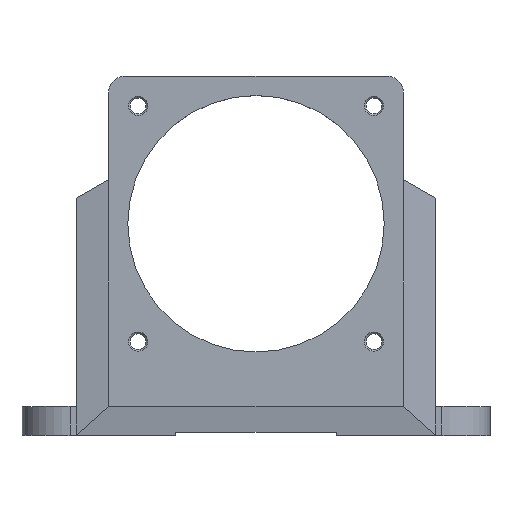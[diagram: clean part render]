
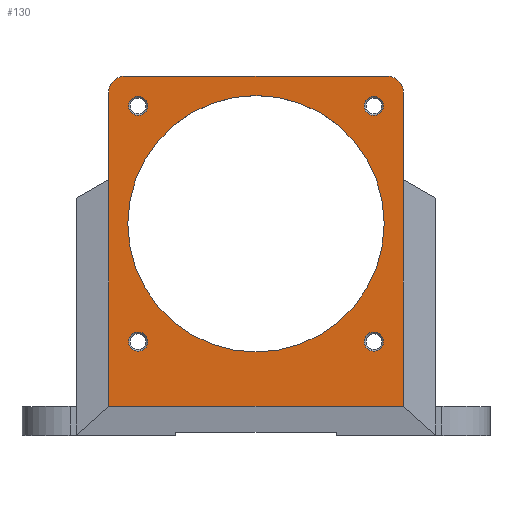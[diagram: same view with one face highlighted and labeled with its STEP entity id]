
A CAD part, top view. The second image highlights one B-rep face of the part: STEP entity #130.
In plain terms, the highlighted planar face has unit normal (0, 0, 1).
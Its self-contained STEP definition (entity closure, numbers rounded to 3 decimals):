
#130 = ADVANCED_FACE( '', ( #284, #285, #286, #287, #288, #289 ), #290, .T. );
#284 = FACE_BOUND( '', #479, .T. );
#285 = FACE_BOUND( '', #480, .T. );
#286 = FACE_BOUND( '', #481, .T. );
#287 = FACE_BOUND( '', #482, .T. );
#288 = FACE_OUTER_BOUND( '', #483, .T. );
#289 = FACE_BOUND( '', #484, .T. );
#290 = PLANE( '', #485 );
#479 = EDGE_LOOP( '', ( #991, #992 ) );
#480 = EDGE_LOOP( '', ( #993, #994 ) );
#481 = EDGE_LOOP( '', ( #995, #996 ) );
#482 = EDGE_LOOP( '', ( #997, #998 ) );
#483 = EDGE_LOOP( '', ( #999, #1000, #1001, #1002, #1003, #1004, #1005, #1006 ) );
#484 = EDGE_LOOP( '', ( #1007, #1008 ) );
#485 = AXIS2_PLACEMENT_3D( '', #1009, #1010, #1011 );
#991 = ORIENTED_EDGE( '', *, *, #1323, .T. );
#992 = ORIENTED_EDGE( '', *, *, #1324, .T. );
#993 = ORIENTED_EDGE( '', *, *, #1313, .T. );
#994 = ORIENTED_EDGE( '', *, *, #1328, .T. );
#995 = ORIENTED_EDGE( '', *, *, #1303, .T. );
#996 = ORIENTED_EDGE( '', *, *, #1332, .T. );
#997 = ORIENTED_EDGE( '', *, *, #1293, .T. );
#998 = ORIENTED_EDGE( '', *, *, #1336, .T. );
#999 = ORIENTED_EDGE( '', *, *, #1341, .T. );
#1000 = ORIENTED_EDGE( '', *, *, #1423, .T. );
#1001 = ORIENTED_EDGE( '', *, *, #1351, .T. );
#1002 = ORIENTED_EDGE( '', *, *, #1430, .T. );
#1003 = ORIENTED_EDGE( '', *, *, #1433, .T. );
#1004 = ORIENTED_EDGE( '', *, *, #1436, .T. );
#1005 = ORIENTED_EDGE( '', *, *, #1439, .T. );
#1006 = ORIENTED_EDGE( '', *, *, #1441, .T. );
#1007 = ORIENTED_EDGE( '', *, *, #1363, .T. );
#1008 = ORIENTED_EDGE( '', *, *, #1277, .T. );
#1009 = CARTESIAN_POINT( '', ( 0., 0., 1.5 ) );
#1010 = DIRECTION( '', ( 0., 0., 1. ) );
#1011 = DIRECTION( '', ( 1., 0., 0. ) );
#1277 = EDGE_CURVE( '', #1508, #1505, #1509, .T. );
#1293 = EDGE_CURVE( '', #1534, #1536, #1538, .T. );
#1303 = EDGE_CURVE( '', #1552, #1554, #1556, .T. );
#1313 = EDGE_CURVE( '', #1570, #1572, #1574, .T. );
#1323 = EDGE_CURVE( '', #1588, #1590, #1592, .T. );
#1324 = EDGE_CURVE( '', #1590, #1588, #1593, .T. );
#1328 = EDGE_CURVE( '', #1572, #1570, #1597, .T. );
#1332 = EDGE_CURVE( '', #1554, #1552, #1601, .T. );
#1336 = EDGE_CURVE( '', #1536, #1534, #1605, .T. );
#1341 = EDGE_CURVE( '', #1612, #1609, #1613, .T. );
#1351 = EDGE_CURVE( '', #1630, #1627, #1631, .T. );
#1363 = EDGE_CURVE( '', #1505, #1508, #1648, .T. );
#1423 = EDGE_CURVE( '', #1609, #1630, #1755, .T. );
#1430 = EDGE_CURVE( '', #1627, #1764, #1766, .T. );
#1433 = EDGE_CURVE( '', #1764, #1769, #1771, .T. );
#1436 = EDGE_CURVE( '', #1769, #1774, #1776, .T. );
#1439 = EDGE_CURVE( '', #1774, #1779, #1781, .T. );
#1441 = EDGE_CURVE( '', #1779, #1612, #1783, .T. );
#1505 = VERTEX_POINT( '', #1878 );
#1508 = VERTEX_POINT( '', #1882 );
#1509 = CIRCLE( '', #1883, 40. );
#1534 = VERTEX_POINT( '', #1915 );
#1536 = VERTEX_POINT( '', #1918 );
#1538 = CIRCLE( '', #1921, 3. );
#1552 = VERTEX_POINT( '', #1939 );
#1554 = VERTEX_POINT( '', #1942 );
#1556 = CIRCLE( '', #1945, 3. );
#1570 = VERTEX_POINT( '', #1963 );
#1572 = VERTEX_POINT( '', #1966 );
#1574 = CIRCLE( '', #1969, 3. );
#1588 = VERTEX_POINT( '', #1987 );
#1590 = VERTEX_POINT( '', #1990 );
#1592 = CIRCLE( '', #1993, 3. );
#1593 = CIRCLE( '', #1994, 3. );
#1597 = CIRCLE( '', #1998, 3. );
#1601 = CIRCLE( '', #2002, 3. );
#1605 = CIRCLE( '', #2006, 3. );
#1609 = VERTEX_POINT( '', #2010 );
#1612 = VERTEX_POINT( '', #2014 );
#1613 = LINE( '', #2015, #2016 );
#1627 = VERTEX_POINT( '', #2038 );
#1630 = VERTEX_POINT( '', #2042 );
#1631 = LINE( '', #2043, #2044 );
#1648 = CIRCLE( '', #2069, 40. );
#1755 = LINE( '', #2218, #2219 );
#1764 = VERTEX_POINT( '', #2233 );
#1766 = LINE( '', #2236, #2237 );
#1769 = VERTEX_POINT( '', #2240 );
#1771 = CIRCLE( '', #2243, 5. );
#1774 = VERTEX_POINT( '', #2247 );
#1776 = LINE( '', #2250, #2251 );
#1779 = VERTEX_POINT( '', #2254 );
#1781 = CIRCLE( '', #2257, 5. );
#1783 = LINE( '', #2260, #2261 );
#1878 = CARTESIAN_POINT( '', ( 0., 40., 1.5 ) );
#1882 = CARTESIAN_POINT( '', ( 0., -40., 1.5 ) );
#1883 = AXIS2_PLACEMENT_3D( '', #2405, #2406, #2407 );
#1915 = CARTESIAN_POINT( '', ( -38.891, -38.891, 1.5 ) );
#1918 = CARTESIAN_POINT( '', ( -34.648, -34.648, 1.5 ) );
#1921 = AXIS2_PLACEMENT_3D( '', #2435, #2436, #2437 );
#1939 = CARTESIAN_POINT( '', ( -38.891, 34.648, 1.5 ) );
#1942 = CARTESIAN_POINT( '', ( -34.648, 38.891, 1.5 ) );
#1945 = AXIS2_PLACEMENT_3D( '', #2453, #2454, #2455 );
#1963 = CARTESIAN_POINT( '', ( 34.648, 34.648, 1.5 ) );
#1966 = CARTESIAN_POINT( '', ( 38.891, 38.891, 1.5 ) );
#1969 = AXIS2_PLACEMENT_3D( '', #2471, #2472, #2473 );
#1987 = CARTESIAN_POINT( '', ( 34.648, -38.891, 1.5 ) );
#1990 = CARTESIAN_POINT( '', ( 38.891, -34.648, 1.5 ) );
#1993 = AXIS2_PLACEMENT_3D( '', #2489, #2490, #2491 );
#1994 = AXIS2_PLACEMENT_3D( '', #2492, #2493, #2494 );
#1998 = AXIS2_PLACEMENT_3D( '', #2504, #2505, #2506 );
#2002 = AXIS2_PLACEMENT_3D( '', #2516, #2517, #2518 );
#2006 = AXIS2_PLACEMENT_3D( '', #2528, #2529, #2530 );
#2010 = CARTESIAN_POINT( '', ( -46., -57., 1.5 ) );
#2014 = CARTESIAN_POINT( '', ( -46., 13.774, 1.5 ) );
#2015 = CARTESIAN_POINT( '', ( -46., 23., 1.5 ) );
#2016 = VECTOR( '', #2541, 1. );
#2038 = CARTESIAN_POINT( '', ( 46., 13.774, 1.5 ) );
#2042 = CARTESIAN_POINT( '', ( 46., -57., 1.5 ) );
#2043 = CARTESIAN_POINT( '', ( 46., 56., 1.5 ) );
#2044 = VECTOR( '', #2551, 1. );
#2069 = AXIS2_PLACEMENT_3D( '', #2569, #2570, #2571 );
#2218 = CARTESIAN_POINT( '', ( 23., -57., 1.5 ) );
#2219 = VECTOR( '', #2665, 1. );
#2233 = CARTESIAN_POINT( '', ( 46., 41., 1.5 ) );
#2236 = CARTESIAN_POINT( '', ( 46., 13.774, 1.5 ) );
#2237 = VECTOR( '', #2672, 1. );
#2240 = CARTESIAN_POINT( '', ( 41., 46., 1.5 ) );
#2243 = AXIS2_PLACEMENT_3D( '', #2677, #2678, #2679 );
#2247 = CARTESIAN_POINT( '', ( -41., 46., 1.5 ) );
#2250 = CARTESIAN_POINT( '', ( 41., 46., 1.5 ) );
#2251 = VECTOR( '', #2682, 1. );
#2254 = CARTESIAN_POINT( '', ( -46., 41., 1.5 ) );
#2257 = AXIS2_PLACEMENT_3D( '', #2687, #2688, #2689 );
#2260 = CARTESIAN_POINT( '', ( -46., 41., 1.5 ) );
#2261 = VECTOR( '', #2691, 1. );
#2405 = CARTESIAN_POINT( '', ( 0., 0., 1.5 ) );
#2406 = DIRECTION( '', ( 0., 0., -1. ) );
#2407 = DIRECTION( '', ( 0., 1., 0. ) );
#2435 = CARTESIAN_POINT( '', ( -36.77, -36.77, 1.5 ) );
#2436 = DIRECTION( '', ( 0., 0., -1. ) );
#2437 = DIRECTION( '', ( -0.707, -0.707, 0. ) );
#2453 = CARTESIAN_POINT( '', ( -36.77, 36.77, 1.5 ) );
#2454 = DIRECTION( '', ( 0., 0., -1. ) );
#2455 = DIRECTION( '', ( -0.707, -0.707, 0. ) );
#2471 = CARTESIAN_POINT( '', ( 36.77, 36.77, 1.5 ) );
#2472 = DIRECTION( '', ( 0., 0., -1. ) );
#2473 = DIRECTION( '', ( -0.707, -0.707, 0. ) );
#2489 = CARTESIAN_POINT( '', ( 36.77, -36.77, 1.5 ) );
#2490 = DIRECTION( '', ( 0., 0., -1. ) );
#2491 = DIRECTION( '', ( -0.707, -0.707, 0. ) );
#2492 = CARTESIAN_POINT( '', ( 36.77, -36.77, 1.5 ) );
#2493 = DIRECTION( '', ( 0., 0., -1. ) );
#2494 = DIRECTION( '', ( -0.707, -0.707, 0. ) );
#2504 = CARTESIAN_POINT( '', ( 36.77, 36.77, 1.5 ) );
#2505 = DIRECTION( '', ( 0., 0., -1. ) );
#2506 = DIRECTION( '', ( -0.707, -0.707, 0. ) );
#2516 = CARTESIAN_POINT( '', ( -36.77, 36.77, 1.5 ) );
#2517 = DIRECTION( '', ( 0., 0., -1. ) );
#2518 = DIRECTION( '', ( -0.707, -0.707, 0. ) );
#2528 = CARTESIAN_POINT( '', ( -36.77, -36.77, 1.5 ) );
#2529 = DIRECTION( '', ( 0., 0., -1. ) );
#2530 = DIRECTION( '', ( -0.707, -0.707, 0. ) );
#2541 = DIRECTION( '', ( 0., -1., 0. ) );
#2551 = DIRECTION( '', ( 0., 1., 0. ) );
#2569 = CARTESIAN_POINT( '', ( 0., 0., 1.5 ) );
#2570 = DIRECTION( '', ( 0., 0., -1. ) );
#2571 = DIRECTION( '', ( 0., 1., 0. ) );
#2665 = DIRECTION( '', ( 1., 0., 0. ) );
#2672 = DIRECTION( '', ( 0., 1., 0. ) );
#2677 = CARTESIAN_POINT( '', ( 41., 41., 1.5 ) );
#2678 = DIRECTION( '', ( 0., 0., 1. ) );
#2679 = DIRECTION( '', ( 1., 0., 0. ) );
#2682 = DIRECTION( '', ( -1., 0., 0. ) );
#2687 = CARTESIAN_POINT( '', ( -41., 41., 1.5 ) );
#2688 = DIRECTION( '', ( 0., 0., 1. ) );
#2689 = DIRECTION( '', ( 0., 1., 0. ) );
#2691 = DIRECTION( '', ( 0., -1., 0. ) );
